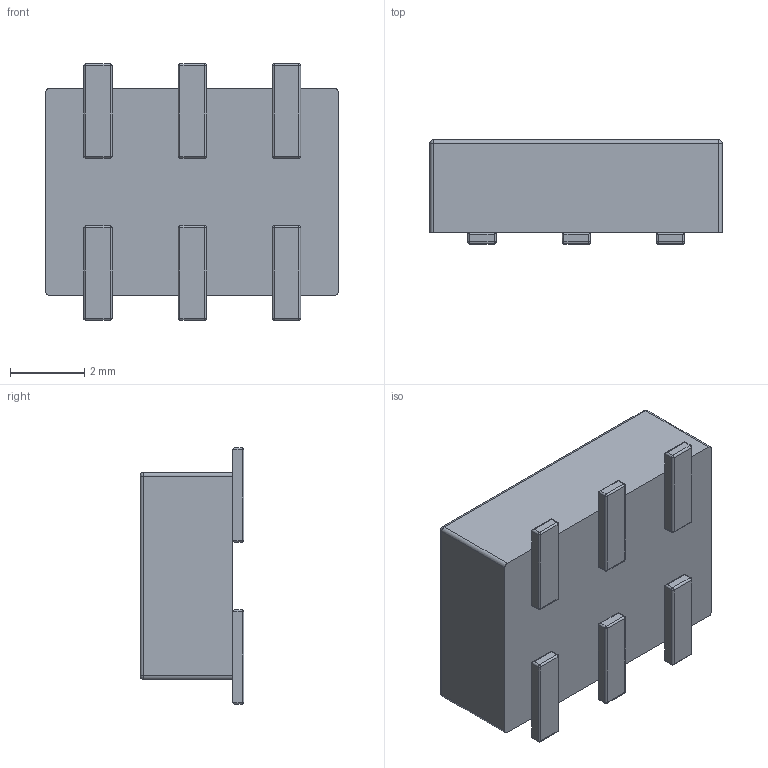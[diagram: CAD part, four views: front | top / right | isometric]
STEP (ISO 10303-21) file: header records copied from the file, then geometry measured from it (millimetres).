
FILE_DESCRIPTION(/* description */ (''),/* implementation_level */ '2;1');
FILE_NAME(/* name */ 'Mini-Circuits_CD542.step',/* time_stamp */ '2018-12-31T09:40:10+11:00',/* author */ ('jonno.tathra'),/* organization */ (''),/* preprocessor_version */ 'ST-DEVELOPER v17.2',/* originating_system */ 'Autodesk Translation Framework v7.6.0.251',/* authorisation */ '');
FILE_SCHEMA (('AUTOMOTIVE_DESIGN { 1 0 10303 214 3 1 1 }'));
Length unit declared in the file: millimetre
Products named in the file (1): Mini-Circuits CD542
Bounding box: 7.87 x 2.8 x 6.91 mm (x, y, z)
Volume: 113.2 mm3; surface area: 187.3 mm2
Topology: 7 solids, 7 shells, 140 faces, 267 edges, 142 vertices
Faces by surface type: cylinder 69, plane 43, sphere 28
Full cylindrical faces by diameter (mm): 0.4 x1
Entity records: 3463 total; most frequent: DIRECTION 663, CARTESIAN_POINT 550, ORIENTED_EDGE 534, EDGE_CURVE 267, AXIS2_PLACEMENT_3D 255, LINE 153, VECTOR 153, VERTEX_POINT 142
